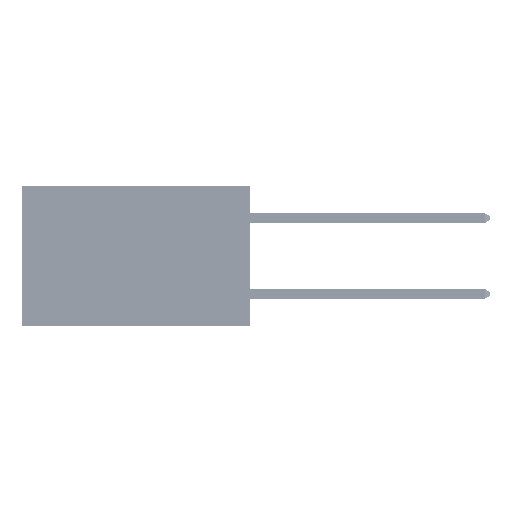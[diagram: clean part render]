
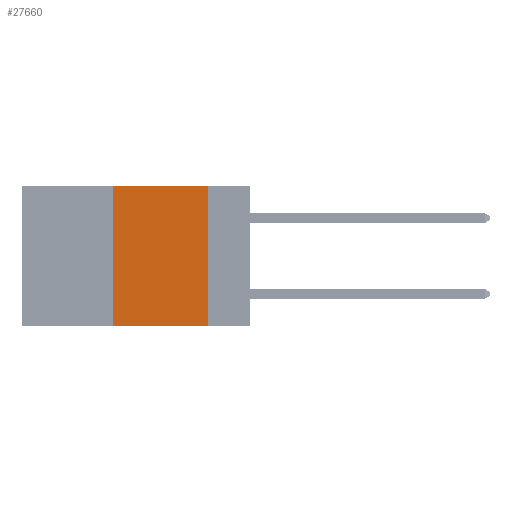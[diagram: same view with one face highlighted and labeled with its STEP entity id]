
A CAD part, left-side view. The second image highlights one B-rep face of the part: STEP entity #27660.
In plain terms, the highlighted planar face has unit normal (-1, 0, 0).
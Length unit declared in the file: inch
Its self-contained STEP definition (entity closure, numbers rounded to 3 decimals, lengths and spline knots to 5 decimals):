
#409 = EDGE_CURVE ( 'NONE', #21524, #29975, #23473, .T. ) ;
#710 = EDGE_CURVE ( 'NONE', #21524, #24944, #19628, .T. ) ;
#2474 = CARTESIAN_POINT ( 'NONE',  ( 0., 0.36, -0.37 ) ) ;
#3725 = CARTESIAN_POINT ( 'NONE',  ( 0., 0.36, 0. ) ) ;
#5002 = ORIENTED_EDGE ( 'NONE', *, *, #38071, .F. ) ;
#5131 = VECTOR ( 'NONE', #26257, 39.37008 ) ;
#9301 = PLANE ( 'NONE',  #51310 ) ;
#9860 = LINE ( 'NONE', #49431, #16119 ) ;
#12508 = CARTESIAN_POINT ( 'NONE',  ( 0., 0.11, 0. ) ) ;
#13159 = DIRECTION ( 'NONE',  ( 0., 0., -1. ) ) ;
#13581 = EDGE_CURVE ( 'NONE', #29975, #49096, #40623, .T. ) ;
#16119 = VECTOR ( 'NONE', #13159, 39.37008 ) ;
#19628 = LINE ( 'NONE', #45381, #40539 ) ;
#21524 = VERTEX_POINT ( 'NONE', #2474 ) ;
#23473 = LINE ( 'NONE', #3725, #45064 ) ;
#24014 = EDGE_LOOP ( 'NONE', ( #5002, #41763, #48240, #51507 ) ) ;
#24855 = DIRECTION ( 'NONE',  ( 0., 0., -1. ) ) ;
#24944 = VERTEX_POINT ( 'NONE', #37865 ) ;
#26257 = DIRECTION ( 'NONE',  ( 0., -1., 0. ) ) ;
#27647 = DIRECTION ( 'NONE',  ( 0., 0., 1. ) ) ;
#27660 = ADVANCED_FACE ( 'NONE', ( #43497 ), #9301, .F. ) ;
#29975 = VERTEX_POINT ( 'NONE', #36609 ) ;
#34012 = CARTESIAN_POINT ( 'NONE',  ( 0., 0.6, 0. ) ) ;
#36609 = CARTESIAN_POINT ( 'NONE',  ( 0., 0.36, 0. ) ) ;
#36890 = DIRECTION ( 'NONE',  ( 1., 0., 0. ) ) ;
#37065 = CARTESIAN_POINT ( 'NONE',  ( 0., 0.6, 0. ) ) ;
#37865 = CARTESIAN_POINT ( 'NONE',  ( 0., 0.11, -0.37 ) ) ;
#38071 = EDGE_CURVE ( 'NONE', #49096, #24944, #9860, .T. ) ;
#40539 = VECTOR ( 'NONE', #41629, 39.37008 ) ;
#40623 = LINE ( 'NONE', #34012, #5131 ) ;
#41629 = DIRECTION ( 'NONE',  ( 0., -1., 0. ) ) ;
#41763 = ORIENTED_EDGE ( 'NONE', *, *, #13581, .F. ) ;
#43497 = FACE_OUTER_BOUND ( 'NONE', #24014, .T. ) ;
#45064 = VECTOR ( 'NONE', #27647, 39.37008 ) ;
#45381 = CARTESIAN_POINT ( 'NONE',  ( 0., 0.6, -0.37 ) ) ;
#48240 = ORIENTED_EDGE ( 'NONE', *, *, #409, .F. ) ;
#49096 = VERTEX_POINT ( 'NONE', #12508 ) ;
#49431 = CARTESIAN_POINT ( 'NONE',  ( 0., 0.11, 0. ) ) ;
#51310 = AXIS2_PLACEMENT_3D ( 'NONE', #37065, #36890, #24855 ) ;
#51507 = ORIENTED_EDGE ( 'NONE', *, *, #710, .T. ) ;
